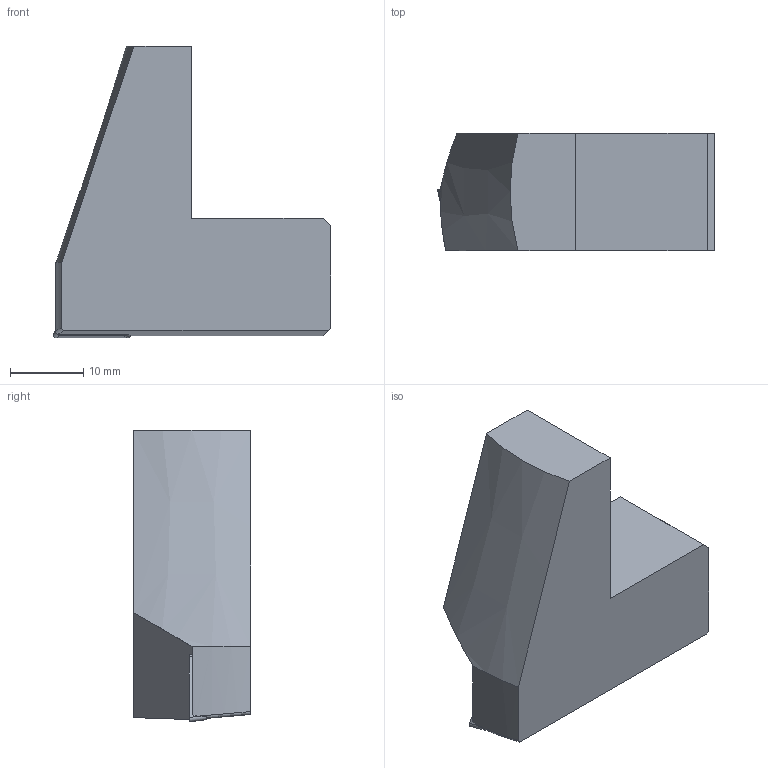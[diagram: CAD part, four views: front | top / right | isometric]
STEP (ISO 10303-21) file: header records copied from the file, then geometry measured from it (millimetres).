
FILE_DESCRIPTION(/* description */ (''),/* implementation_level */ '2;1');
FILE_NAME(/* name */ 'A72470.stp',/* time_stamp */ '2017-10-23T16:42:30+05:00',/* author */ (''),/* organization */ (''),/* preprocessor_version */ 'ST-DEVELOPER v16',/* originating_system */ 'SIEMENS PLM Software NX 11.0',/* authorisation */ '');
FILE_SCHEMA (('AUTOMOTIVE_DESIGN { 1 0 10303 214 3 1 1 1 }'));
Length unit declared in the file: millimetre
Products named in the file (1): A72470
Bounding box: 37.83 x 16 x 39.8 mm (x, y, z)
Volume: 12995.9 mm3; surface area: 4064.3 mm2
Topology: 2 solids, 2 shells, 28 faces, 70 edges, 46 vertices
Faces by surface type: plane 21, cylinder 5, cone 1, bspline 1
Entity records: 942 total; most frequent: CARTESIAN_POINT 205, DIRECTION 141, ORIENTED_EDGE 140, EDGE_CURVE 70, LINE 51, VECTOR 51, VERTEX_POINT 46, AXIS2_PLACEMENT_3D 45
